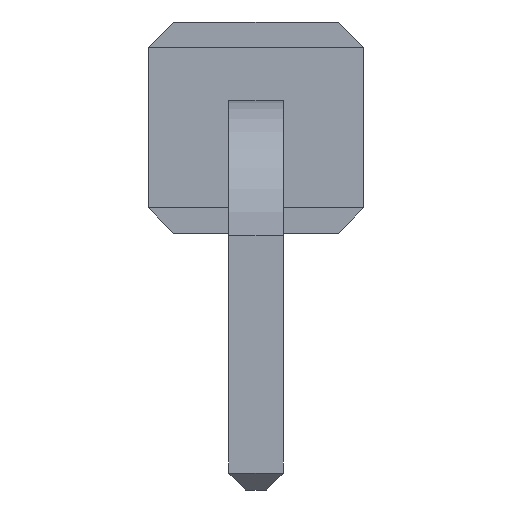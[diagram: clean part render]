
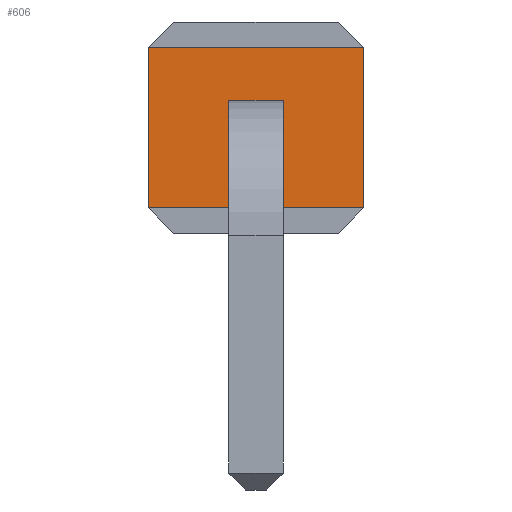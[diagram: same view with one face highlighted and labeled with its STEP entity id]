
A CAD part, front view. The second image highlights one B-rep face of the part: STEP entity #606.
In plain terms, the highlighted planar face has unit normal (0, -1, 0).
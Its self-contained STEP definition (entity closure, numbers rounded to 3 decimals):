
#34 = ORIENTED_EDGE ( 'NONE', *, *, #43, .T. ) ;
#42 = ORIENTED_EDGE ( 'NONE', *, *, #1332, .F. ) ;
#43 = EDGE_CURVE ( 'NONE', #1232, #632, #172, .T. ) ;
#48 = CARTESIAN_POINT ( 'NONE',  ( -1.27, 1.82, 2.515 ) ) ;
#105 = DIRECTION ( 'NONE',  ( 0., 0., 1. ) ) ;
#124 = DIRECTION ( 'NONE',  ( 0., -1., 0. ) ) ;
#137 = LINE ( 'NONE', #1143, #1654 ) ;
#142 = EDGE_CURVE ( 'NONE', #972, #1142, #252, .T. ) ;
#172 = LINE ( 'NONE', #380, #1199 ) ;
#194 = VECTOR ( 'NONE', #1433, 1000. ) ;
#201 = DIRECTION ( 'NONE',  ( 0., 0., -1. ) ) ;
#205 = LINE ( 'NONE', #947, #485 ) ;
#206 = VERTEX_POINT ( 'NONE', #1362 ) ;
#241 = LINE ( 'NONE', #48, #933 ) ;
#252 = LINE ( 'NONE', #671, #1314 ) ;
#257 = AXIS2_PLACEMENT_3D ( 'NONE', #1541, #124, #939 ) ;
#261 = EDGE_CURVE ( 'NONE', #206, #530, #874, .T. ) ;
#328 = ORIENTED_EDGE ( 'NONE', *, *, #930, .F. ) ;
#380 = CARTESIAN_POINT ( 'NONE',  ( -1.27, 1.82, 2.215 ) ) ;
#381 = CARTESIAN_POINT ( 'NONE',  ( 1.27, 1.82, 0.325 ) ) ;
#455 = DIRECTION ( 'NONE',  ( 0., 0., -1. ) ) ;
#457 = EDGE_CURVE ( 'NONE', #1217, #1405, #1555, .T. ) ;
#485 = VECTOR ( 'NONE', #926, 1000. ) ;
#530 = VERTEX_POINT ( 'NONE', #1606 ) ;
#546 = LINE ( 'NONE', #1344, #854 ) ;
#589 = CARTESIAN_POINT ( 'NONE',  ( 0.32, 1.82, 2.215 ) ) ;
#604 = FACE_BOUND ( 'NONE', #1507, .T. ) ;
#606 = ADVANCED_FACE ( 'NONE', ( #1316, #604 ), #883, .T. ) ;
#632 = VERTEX_POINT ( 'NONE', #690 ) ;
#671 = CARTESIAN_POINT ( 'NONE',  ( -0.32, 1.82, 1.59 ) ) ;
#688 = CARTESIAN_POINT ( 'NONE',  ( -1.27, 1.82, 0.325 ) ) ;
#690 = CARTESIAN_POINT ( 'NONE',  ( -1.27, 1.82, 2.215 ) ) ;
#839 = ORIENTED_EDGE ( 'NONE', *, *, #457, .T. ) ;
#854 = VECTOR ( 'NONE', #931, 1000. ) ;
#874 = LINE ( 'NONE', #589, #194 ) ;
#883 = PLANE ( 'NONE',  #257 ) ;
#891 = DIRECTION ( 'NONE',  ( 1., 0., 0. ) ) ;
#926 = DIRECTION ( 'NONE',  ( -1., 0., 0. ) ) ;
#930 = EDGE_CURVE ( 'NONE', #1232, #1405, #137, .T. ) ;
#931 = DIRECTION ( 'NONE',  ( -1., 0., 0. ) ) ;
#933 = VECTOR ( 'NONE', #105, 1000. ) ;
#939 = DIRECTION ( 'NONE',  ( 0., 0., -1. ) ) ;
#947 = CARTESIAN_POINT ( 'NONE',  ( 0.32, 1.82, 1.59 ) ) ;
#950 = CARTESIAN_POINT ( 'NONE',  ( -0.32, 1.82, 1.59 ) ) ;
#972 = VERTEX_POINT ( 'NONE', #950 ) ;
#1007 = CARTESIAN_POINT ( 'NONE',  ( 1.27, 1.82, 2.215 ) ) ;
#1065 = EDGE_CURVE ( 'NONE', #1217, #632, #241, .T. ) ;
#1074 = EDGE_CURVE ( 'NONE', #530, #1142, #546, .T. ) ;
#1077 = ORIENTED_EDGE ( 'NONE', *, *, #261, .T. ) ;
#1138 = ORIENTED_EDGE ( 'NONE', *, *, #142, .F. ) ;
#1142 = VERTEX_POINT ( 'NONE', #1424 ) ;
#1143 = CARTESIAN_POINT ( 'NONE',  ( 1.27, 1.82, 0.025 ) ) ;
#1177 = VECTOR ( 'NONE', #891, 1000. ) ;
#1187 = DIRECTION ( 'NONE',  ( -1., 0., 0. ) ) ;
#1199 = VECTOR ( 'NONE', #1187, 1000. ) ;
#1217 = VERTEX_POINT ( 'NONE', #1533 ) ;
#1232 = VERTEX_POINT ( 'NONE', #1007 ) ;
#1314 = VECTOR ( 'NONE', #201, 1000. ) ;
#1316 = FACE_OUTER_BOUND ( 'NONE', #1486, .T. ) ;
#1332 = EDGE_CURVE ( 'NONE', #206, #972, #205, .T. ) ;
#1344 = CARTESIAN_POINT ( 'NONE',  ( -1.27, 1.82, 0.95 ) ) ;
#1362 = CARTESIAN_POINT ( 'NONE',  ( 0.32, 1.82, 1.59 ) ) ;
#1405 = VERTEX_POINT ( 'NONE', #381 ) ;
#1424 = CARTESIAN_POINT ( 'NONE',  ( -0.32, 1.82, 0.95 ) ) ;
#1433 = DIRECTION ( 'NONE',  ( 0., 0., -1. ) ) ;
#1434 = ORIENTED_EDGE ( 'NONE', *, *, #1065, .F. ) ;
#1449 = ORIENTED_EDGE ( 'NONE', *, *, #1074, .T. ) ;
#1486 = EDGE_LOOP ( 'NONE', ( #839, #328, #34, #1434 ) ) ;
#1507 = EDGE_LOOP ( 'NONE', ( #1077, #1449, #1138, #42 ) ) ;
#1533 = CARTESIAN_POINT ( 'NONE',  ( -1.27, 1.82, 0.325 ) ) ;
#1541 = CARTESIAN_POINT ( 'NONE',  ( -1.27, 1.82, 2.215 ) ) ;
#1555 = LINE ( 'NONE', #688, #1177 ) ;
#1606 = CARTESIAN_POINT ( 'NONE',  ( 0.32, 1.82, 0.95 ) ) ;
#1654 = VECTOR ( 'NONE', #455, 1000. ) ;
